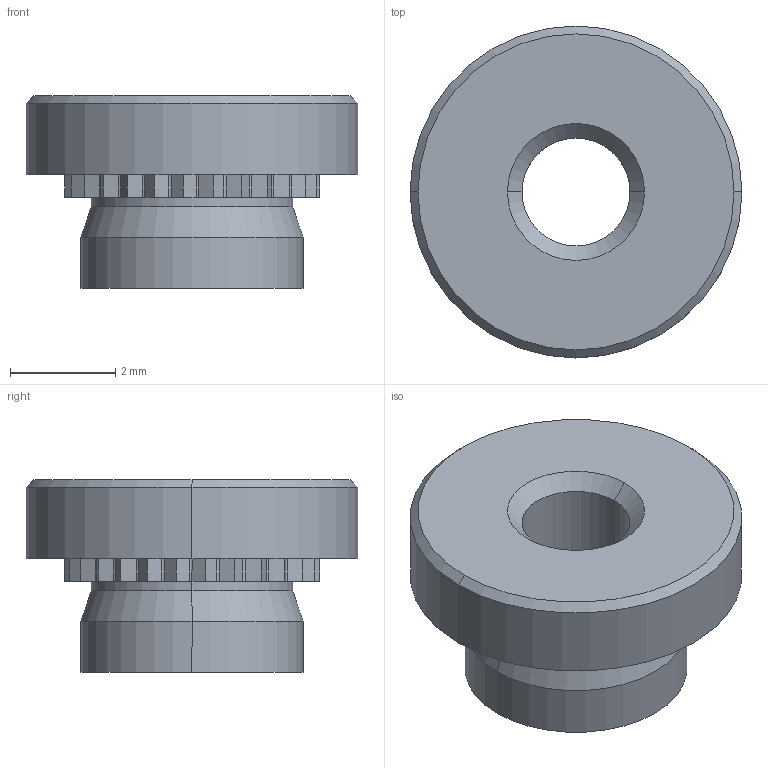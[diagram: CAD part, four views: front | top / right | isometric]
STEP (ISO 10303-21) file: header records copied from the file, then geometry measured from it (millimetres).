
FILE_DESCRIPTION (( 'STEP AP214' ), '1' );
FILE_NAME ('CDF3CAFE-8E50-48CE-AB13-570503AD9505.STEP', '2022-10-31T07:10:43', ( '' ), ( '' ), 'SwSTEP 2.0', 'SolidWorks 2022', '' );
FILE_SCHEMA (( 'AUTOMOTIVE_DESIGN' ));
Length unit declared in the file: millimetre
Products named in the file (1): CDF3CAFE-8E50-48CE-AB13-570503AD9505
Bounding box: 6.3 x 6.3 x 3.66 mm (x, y, z)
Volume: 64.3 mm3; surface area: 138.2 mm2
Topology: 1 solids, 1 shells, 105 faces, 293 edges, 192 vertices
Faces by surface type: plane 58, cylinder 39, cone 8
Entity records: 3431 total; most frequent: CARTESIAN_POINT 591, DIRECTION 589, ORIENTED_EDGE 586, EDGE_CURVE 293, LINE 209, VECTOR 209, VERTEX_POINT 192, AXIS2_PLACEMENT_3D 190
